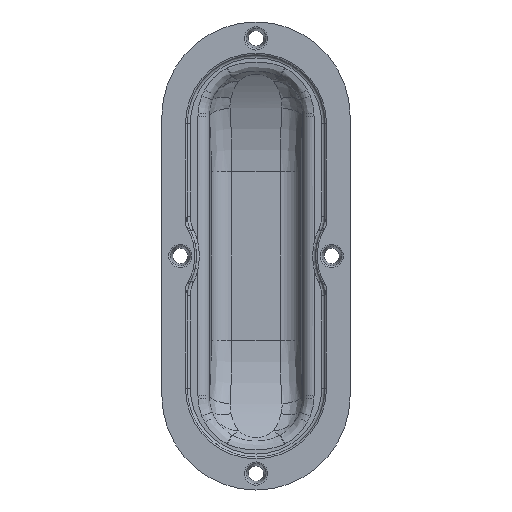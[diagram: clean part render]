
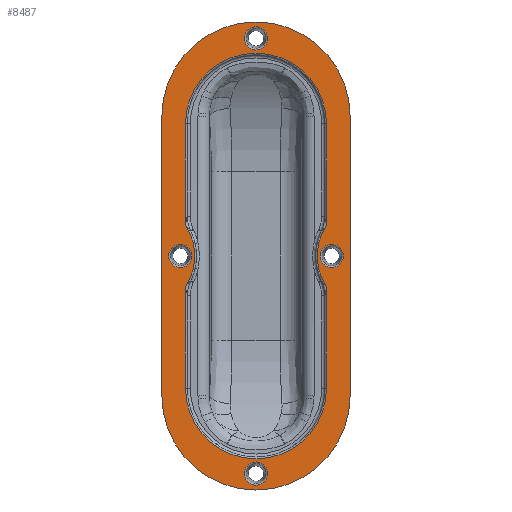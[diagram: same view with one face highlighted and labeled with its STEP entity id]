
A CAD part, front view. The second image highlights one B-rep face of the part: STEP entity #8487.
In plain terms, the highlighted planar face has unit normal (0, -1, 0).
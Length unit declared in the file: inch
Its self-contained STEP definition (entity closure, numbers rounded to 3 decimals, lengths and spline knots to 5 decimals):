
#619=LINE('',#11452,#1360);
#620=LINE('',#11455,#1361);
#621=LINE('',#11462,#1362);
#622=LINE('',#11466,#1363);
#623=LINE('',#11470,#1364);
#624=LINE('',#11474,#1365);
#1360=VECTOR('',#9594,0.3937);
#1361=VECTOR('',#9597,0.3937);
#1362=VECTOR('',#9602,0.3937);
#1363=VECTOR('',#9605,0.3937);
#1364=VECTOR('',#9608,0.3937);
#1365=VECTOR('',#9611,0.3937);
#2101=PLANE('',#9027);
#2338=FACE_BOUND('',#2923,.T.);
#2339=FACE_BOUND('',#2924,.T.);
#2340=FACE_BOUND('',#2925,.T.);
#2341=FACE_BOUND('',#2926,.T.);
#2342=FACE_BOUND('',#2927,.T.);
#2403=FACE_OUTER_BOUND('',#2922,.T.);
#2922=EDGE_LOOP('',(#5858,#5859,#5860,#5861));
#2923=EDGE_LOOP('',(#5862));
#2924=EDGE_LOOP('',(#5863));
#2925=EDGE_LOOP('',(#5864,#5865,#5866,#5867,#5868,#5869,#5870,#5871));
#2926=EDGE_LOOP('',(#5872));
#2927=EDGE_LOOP('',(#5873));
#3504=CIRCLE('',#9026,0.24294);
#3505=CIRCLE('',#9028,1.975);
#3506=CIRCLE('',#9029,1.975);
#3507=CIRCLE('',#9030,0.24294);
#3508=CIRCLE('',#9031,0.24294);
#3509=CIRCLE('',#9032,1.47966);
#3510=CIRCLE('',#9033,1.15034);
#3511=CIRCLE('',#9034,1.47966);
#3512=CIRCLE('',#9035,1.15034);
#3513=CIRCLE('',#9036,0.24294);
#3714=VERTEX_POINT('',#11445);
#3715=VERTEX_POINT('',#11448);
#3716=VERTEX_POINT('',#11449);
#3717=VERTEX_POINT('',#11451);
#3718=VERTEX_POINT('',#11453);
#3719=VERTEX_POINT('',#11456);
#3720=VERTEX_POINT('',#11458);
#3721=VERTEX_POINT('',#11460);
#3722=VERTEX_POINT('',#11461);
#3723=VERTEX_POINT('',#11463);
#3724=VERTEX_POINT('',#11465);
#3725=VERTEX_POINT('',#11467);
#3726=VERTEX_POINT('',#11469);
#3727=VERTEX_POINT('',#11471);
#3728=VERTEX_POINT('',#11473);
#3729=VERTEX_POINT('',#11476);
#4556=EDGE_CURVE('',#3714,#3714,#3504,.T.);
#4557=EDGE_CURVE('',#3715,#3716,#3505,.T.);
#4558=EDGE_CURVE('',#3716,#3717,#619,.T.);
#4559=EDGE_CURVE('',#3717,#3718,#3506,.T.);
#4560=EDGE_CURVE('',#3718,#3715,#620,.T.);
#4561=EDGE_CURVE('',#3719,#3719,#3507,.T.);
#4562=EDGE_CURVE('',#3720,#3720,#3508,.T.);
#4563=EDGE_CURVE('',#3721,#3722,#621,.T.);
#4564=EDGE_CURVE('',#3723,#3721,#3509,.T.);
#4565=EDGE_CURVE('',#3724,#3723,#622,.T.);
#4566=EDGE_CURVE('',#3725,#3724,#3510,.T.);
#4567=EDGE_CURVE('',#3726,#3725,#623,.T.);
#4568=EDGE_CURVE('',#3727,#3726,#3511,.T.);
#4569=EDGE_CURVE('',#3728,#3727,#624,.T.);
#4570=EDGE_CURVE('',#3722,#3728,#3512,.T.);
#4571=EDGE_CURVE('',#3729,#3729,#3513,.T.);
#5858=ORIENTED_EDGE('',*,*,#4557,.T.);
#5859=ORIENTED_EDGE('',*,*,#4558,.T.);
#5860=ORIENTED_EDGE('',*,*,#4559,.T.);
#5861=ORIENTED_EDGE('',*,*,#4560,.T.);
#5862=ORIENTED_EDGE('',*,*,#4561,.F.);
#5863=ORIENTED_EDGE('',*,*,#4562,.F.);
#5864=ORIENTED_EDGE('',*,*,#4563,.F.);
#5865=ORIENTED_EDGE('',*,*,#4564,.F.);
#5866=ORIENTED_EDGE('',*,*,#4565,.F.);
#5867=ORIENTED_EDGE('',*,*,#4566,.F.);
#5868=ORIENTED_EDGE('',*,*,#4567,.F.);
#5869=ORIENTED_EDGE('',*,*,#4568,.F.);
#5870=ORIENTED_EDGE('',*,*,#4569,.F.);
#5871=ORIENTED_EDGE('',*,*,#4570,.F.);
#5872=ORIENTED_EDGE('',*,*,#4571,.F.);
#5873=ORIENTED_EDGE('',*,*,#4556,.F.);
#8487=ADVANCED_FACE('',(#2403,#2338,#2339,#2340,#2341,#2342),#2101,.T.);
#9026=AXIS2_PLACEMENT_3D('',#11446,#9588,#9589);
#9027=AXIS2_PLACEMENT_3D('',#11447,#9590,#9591);
#9028=AXIS2_PLACEMENT_3D('',#11450,#9592,#9593);
#9029=AXIS2_PLACEMENT_3D('',#11454,#9595,#9596);
#9030=AXIS2_PLACEMENT_3D('',#11457,#9598,#9599);
#9031=AXIS2_PLACEMENT_3D('',#11459,#9600,#9601);
#9032=AXIS2_PLACEMENT_3D('',#11464,#9603,#9604);
#9033=AXIS2_PLACEMENT_3D('',#11468,#9606,#9607);
#9034=AXIS2_PLACEMENT_3D('',#11472,#9609,#9610);
#9035=AXIS2_PLACEMENT_3D('',#11475,#9612,#9613);
#9036=AXIS2_PLACEMENT_3D('',#11477,#9614,#9615);
#9588=DIRECTION('center_axis',(0.,-1.,0.));
#9589=DIRECTION('ref_axis',(-1.,0.,0.));
#9590=DIRECTION('center_axis',(0.,-1.,0.));
#9591=DIRECTION('ref_axis',(0.,0.,-1.));
#9592=DIRECTION('center_axis',(0.,-1.,0.));
#9593=DIRECTION('ref_axis',(0.,0.,-1.));
#9594=DIRECTION('',(0.,0.,1.));
#9595=DIRECTION('center_axis',(0.,-1.,0.));
#9596=DIRECTION('ref_axis',(0.,0.,1.));
#9597=DIRECTION('',(0.,0.,-1.));
#9598=DIRECTION('center_axis',(0.,-1.,0.));
#9599=DIRECTION('ref_axis',(-1.,0.,0.));
#9600=DIRECTION('center_axis',(0.,-1.,0.));
#9601=DIRECTION('ref_axis',(-1.,0.,0.));
#9602=DIRECTION('',(0.,0.,-1.));
#9603=DIRECTION('center_axis',(0.,-1.,0.));
#9604=DIRECTION('ref_axis',(0.,0.,1.));
#9605=DIRECTION('',(0.,0.,1.));
#9606=DIRECTION('center_axis',(0.,1.,0.));
#9607=DIRECTION('ref_axis',(-1.,0.,0.));
#9608=DIRECTION('',(0.,0.,1.));
#9609=DIRECTION('center_axis',(0.,-1.,0.));
#9610=DIRECTION('ref_axis',(0.,0.,-1.));
#9611=DIRECTION('',(0.,0.,-1.));
#9612=DIRECTION('center_axis',(0.,1.,0.));
#9613=DIRECTION('ref_axis',(1.,0.,0.));
#9614=DIRECTION('center_axis',(0.,-1.,0.));
#9615=DIRECTION('ref_axis',(-1.,0.,0.));
#11445=CARTESIAN_POINT('',(0.24294,-0.35,-4.565));
#11446=CARTESIAN_POINT('Origin',(0.,-0.35,-4.565));
#11447=CARTESIAN_POINT('Origin',(0.,-0.35,0.));
#11448=CARTESIAN_POINT('',(-1.975,-0.35,-2.935));
#11449=CARTESIAN_POINT('',(1.975,-0.35,-2.935));
#11450=CARTESIAN_POINT('Origin',(0.,-0.35,-2.935));
#11451=CARTESIAN_POINT('',(1.975,-0.35,2.935));
#11452=CARTESIAN_POINT('',(1.975,-0.35,2.935));
#11453=CARTESIAN_POINT('',(-1.975,-0.35,2.935));
#11454=CARTESIAN_POINT('Origin',(0.,-0.35,2.935));
#11455=CARTESIAN_POINT('',(-1.975,-0.35,-2.935));
#11456=CARTESIAN_POINT('',(-1.34706,-0.35,0.));
#11457=CARTESIAN_POINT('Origin',(-1.59,-0.35,0.));
#11458=CARTESIAN_POINT('',(0.24294,-0.35,4.565));
#11459=CARTESIAN_POINT('Origin',(0.,-0.35,4.565));
#11460=CARTESIAN_POINT('',(-1.47966,-0.35,2.775));
#11461=CARTESIAN_POINT('',(-1.47966,-0.35,0.64079));
#11462=CARTESIAN_POINT('',(-1.47966,-0.35,1.3875));
#11463=CARTESIAN_POINT('',(1.47966,-0.35,2.775));
#11464=CARTESIAN_POINT('Origin',(0.,-0.35,2.775));
#11465=CARTESIAN_POINT('',(1.47966,-0.35,0.64079));
#11466=CARTESIAN_POINT('',(1.47966,-0.35,0.32487));
#11467=CARTESIAN_POINT('',(1.47966,-0.35,-0.64079));
#11468=CARTESIAN_POINT('Origin',(2.435,-0.35,0.));
#11469=CARTESIAN_POINT('',(1.47966,-0.35,-2.775));
#11470=CARTESIAN_POINT('',(1.47966,-0.35,-1.3875));
#11471=CARTESIAN_POINT('',(-1.47966,-0.35,-2.775));
#11472=CARTESIAN_POINT('Origin',(0.,-0.35,-2.775));
#11473=CARTESIAN_POINT('',(-1.47966,-0.35,-0.64079));
#11474=CARTESIAN_POINT('',(-1.47966,-0.35,-0.32487));
#11475=CARTESIAN_POINT('Origin',(-2.435,-0.35,0.));
#11476=CARTESIAN_POINT('',(1.83294,-0.35,0.));
#11477=CARTESIAN_POINT('Origin',(1.59,-0.35,0.));
